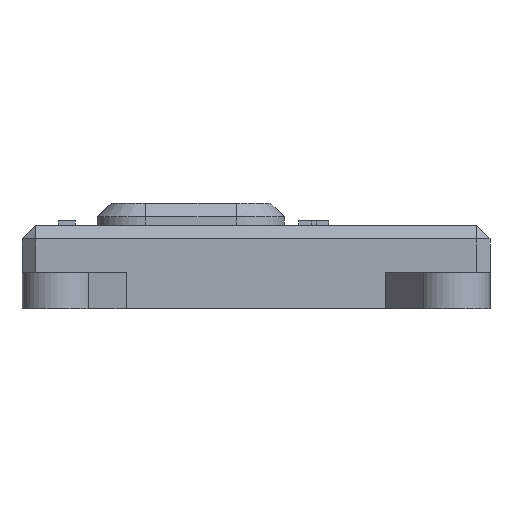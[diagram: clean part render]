
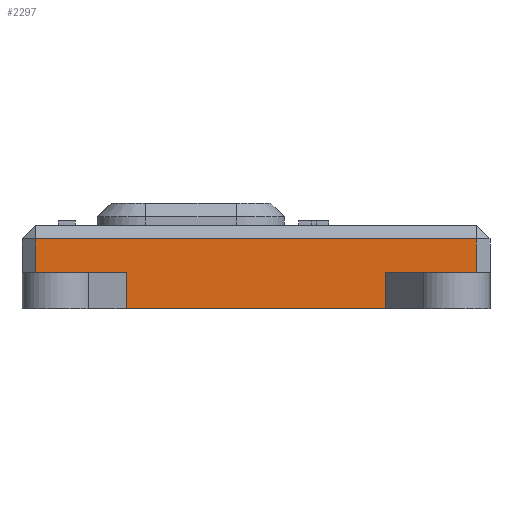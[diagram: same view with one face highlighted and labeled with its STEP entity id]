
A CAD part, left-side view. The second image highlights one B-rep face of the part: STEP entity #2297.
In plain terms, the highlighted planar face has unit normal (-1, 0, 0).
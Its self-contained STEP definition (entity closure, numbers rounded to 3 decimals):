
#193=FACE_OUTER_BOUND('',#320,.T.);
#320=EDGE_LOOP('',(#1671,#1672,#1673,#1674,#1675,#1676,#1677,#1678));
#500=LINE('',#3447,#762);
#504=LINE('',#3459,#766);
#507=LINE('',#3465,#769);
#514=LINE('',#3483,#776);
#517=LINE('',#3489,#779);
#518=LINE('',#3491,#780);
#519=LINE('',#3493,#781);
#520=LINE('',#3494,#782);
#762=VECTOR('',#2777,10.);
#766=VECTOR('',#2789,10.);
#769=VECTOR('',#2794,10.);
#776=VECTOR('',#2809,10.);
#779=VECTOR('',#2814,10.);
#780=VECTOR('',#2817,10.);
#781=VECTOR('',#2818,10.);
#782=VECTOR('',#2819,10.);
#1013=VERTEX_POINT('',#3443);
#1015=VERTEX_POINT('',#3446);
#1019=VERTEX_POINT('',#3458);
#1021=VERTEX_POINT('',#3464);
#1027=VERTEX_POINT('',#3479);
#1028=VERTEX_POINT('',#3481);
#1030=VERTEX_POINT('',#3487);
#1031=VERTEX_POINT('',#3492);
#1260=EDGE_CURVE('',#1015,#1013,#500,.T.);
#1266=EDGE_CURVE('',#1019,#1015,#504,.T.);
#1269=EDGE_CURVE('',#1019,#1021,#507,.T.);
#1278=EDGE_CURVE('',#1027,#1028,#514,.T.);
#1281=EDGE_CURVE('',#1028,#1030,#517,.T.);
#1282=EDGE_CURVE('',#1027,#1013,#518,.T.);
#1283=EDGE_CURVE('',#1031,#1030,#519,.T.);
#1284=EDGE_CURVE('',#1021,#1031,#520,.T.);
#1671=ORIENTED_EDGE('',*,*,#1260,.T.);
#1672=ORIENTED_EDGE('',*,*,#1282,.F.);
#1673=ORIENTED_EDGE('',*,*,#1278,.T.);
#1674=ORIENTED_EDGE('',*,*,#1281,.T.);
#1675=ORIENTED_EDGE('',*,*,#1283,.F.);
#1676=ORIENTED_EDGE('',*,*,#1284,.F.);
#1677=ORIENTED_EDGE('',*,*,#1269,.F.);
#1678=ORIENTED_EDGE('',*,*,#1266,.T.);
#2198=PLANE('',#2461);
#2297=ADVANCED_FACE('',(#193),#2198,.T.);
#2461=AXIS2_PLACEMENT_3D('',#3490,#2815,#2816);
#2777=DIRECTION('',(0.,0.,-1.));
#2789=DIRECTION('',(0.,-1.,0.));
#2794=DIRECTION('',(0.,0.,1.));
#2809=DIRECTION('',(0.,0.,1.));
#2814=DIRECTION('',(0.,-1.,0.));
#2815=DIRECTION('center_axis',(-1.,0.,0.));
#2816=DIRECTION('ref_axis',(0.,-1.,0.));
#2817=DIRECTION('',(0.,1.,0.));
#2818=DIRECTION('',(0.,0.,-1.));
#2819=DIRECTION('',(0.,-1.,0.));
#3443=CARTESIAN_POINT('',(-40.195,28.625,-3.175));
#3446=CARTESIAN_POINT('',(-40.195,28.625,4.825));
#3447=CARTESIAN_POINT('',(-40.195,28.625,-3.175));
#3458=CARTESIAN_POINT('',(-40.195,48.625,4.825));
#3459=CARTESIAN_POINT('',(-40.195,45.875,4.825));
#3464=CARTESIAN_POINT('',(-40.195,48.625,12.269));
#3465=CARTESIAN_POINT('',(-40.195,48.625,-3.175));
#3479=CARTESIAN_POINT('',(-40.195,-28.625,-3.175));
#3481=CARTESIAN_POINT('',(-40.195,-28.625,4.825));
#3483=CARTESIAN_POINT('',(-40.195,-28.625,-3.175));
#3487=CARTESIAN_POINT('',(-40.195,-48.625,4.825));
#3489=CARTESIAN_POINT('',(-40.195,5.75,4.825));
#3490=CARTESIAN_POINT('Origin',(-40.195,51.625,-3.175));
#3491=CARTESIAN_POINT('',(-40.195,-51.625,-3.175));
#3492=CARTESIAN_POINT('',(-40.195,-48.625,12.269));
#3493=CARTESIAN_POINT('',(-40.195,-48.625,-3.175));
#3494=CARTESIAN_POINT('',(-40.195,25.813,12.269));
